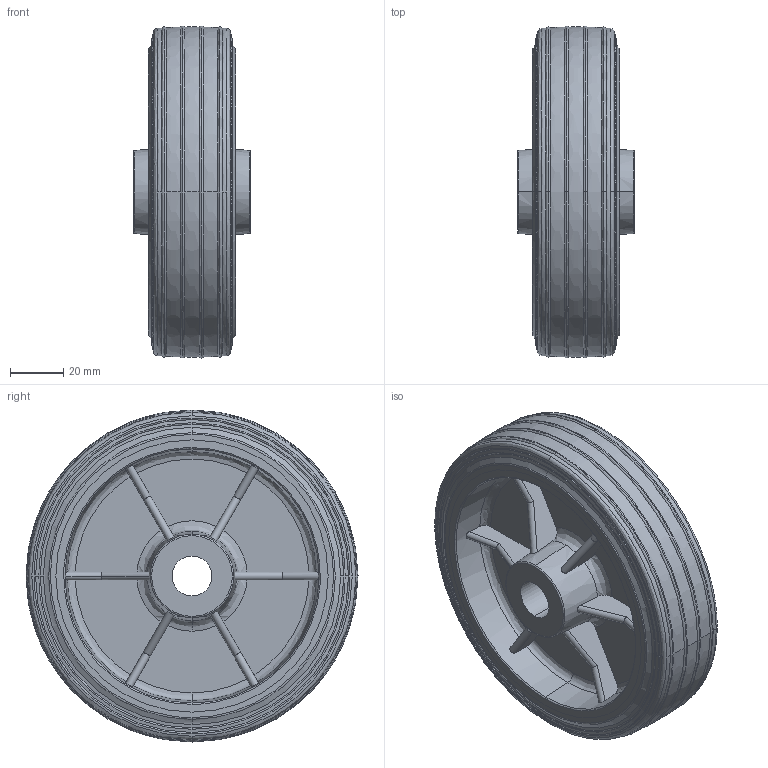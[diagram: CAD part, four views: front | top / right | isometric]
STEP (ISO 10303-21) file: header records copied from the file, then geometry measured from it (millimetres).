
FILE_DESCRIPTION (( 'STEP AP214' ), '1' );
FILE_NAME ('0014779.step', '2022-05-04T09:40:27', ( '' ), ( '' ), 'SwSTEP 2.0', 'SolidWorks 2020', '' );
FILE_SCHEMA (( 'AUTOMOTIVE_DESIGN' ));
Length unit declared in the file: millimetre
Products named in the file (1): 0014779
Bounding box: 44 x 125 x 125 mm (x, y, z)
Volume: 215956.9 mm3; surface area: 75615.8 mm2
Topology: 2 solids, 2 shells, 186 faces, 506 edges, 326 vertices
Faces by surface type: bspline 80, plane 42, cylinder 34, cone 20, torus 10
Entity records: 11841 total; most frequent: CARTESIAN_POINT 5485, ORIENTED_EDGE 1012, DIRECTION 792, EDGE_CURVE 506, AXIS2_PLACEMENT_3D 333, VERTEX_POINT 326, CIRCLE 226, EDGE_LOOP 192
